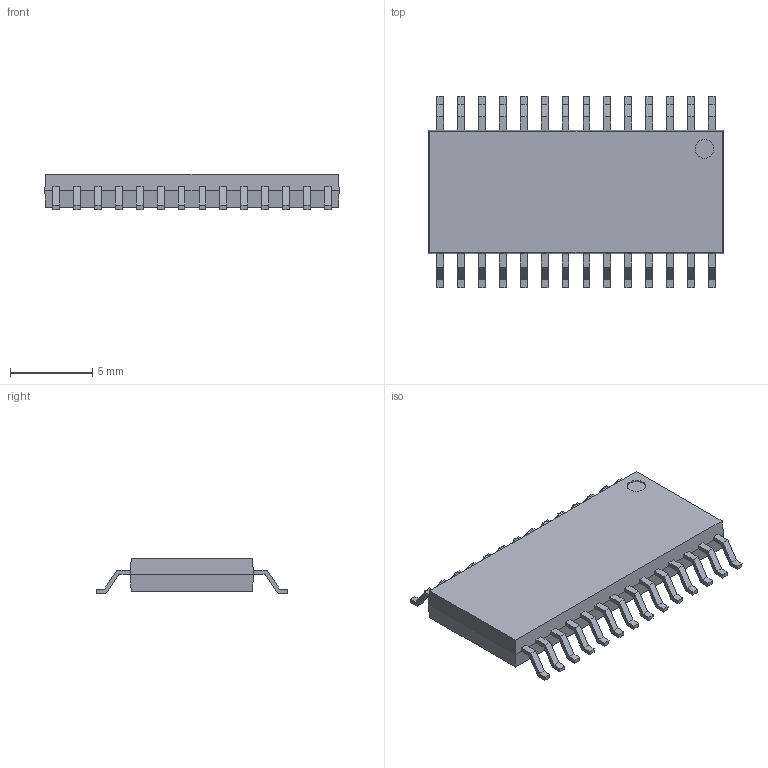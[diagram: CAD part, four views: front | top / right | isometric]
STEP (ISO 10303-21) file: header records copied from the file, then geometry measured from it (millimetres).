
FILE_DESCRIPTION (( 'STEP AP214' ), '1' );
FILE_NAME ('SOIC28.STEP', '2016-01-20T18:26:57', ( '' ), ( '' ), 'SwSTEP 2.0', 'SolidWorks 2014', '' );
FILE_SCHEMA (( 'AUTOMOTIVE_DESIGN' ));
Length unit declared in the file: millimetre
Products named in the file (1): SOIC28
Bounding box: 17.9 x 11.61 x 2.15 mm (x, y, z)
Volume: 272.5 mm3; surface area: 463.8 mm2
Topology: 15 solids, 15 shells, 279 faces, 712 edges, 464 vertices
Faces by surface type: plane 277, cylinder 2
Entity records: 8374 total; most frequent: CARTESIAN_POINT 1456, ORIENTED_EDGE 1424, DIRECTION 1276, EDGE_CURVE 712, VECTOR 708, LINE 708, VERTEX_POINT 464, AXIS2_PLACEMENT_3D 284
